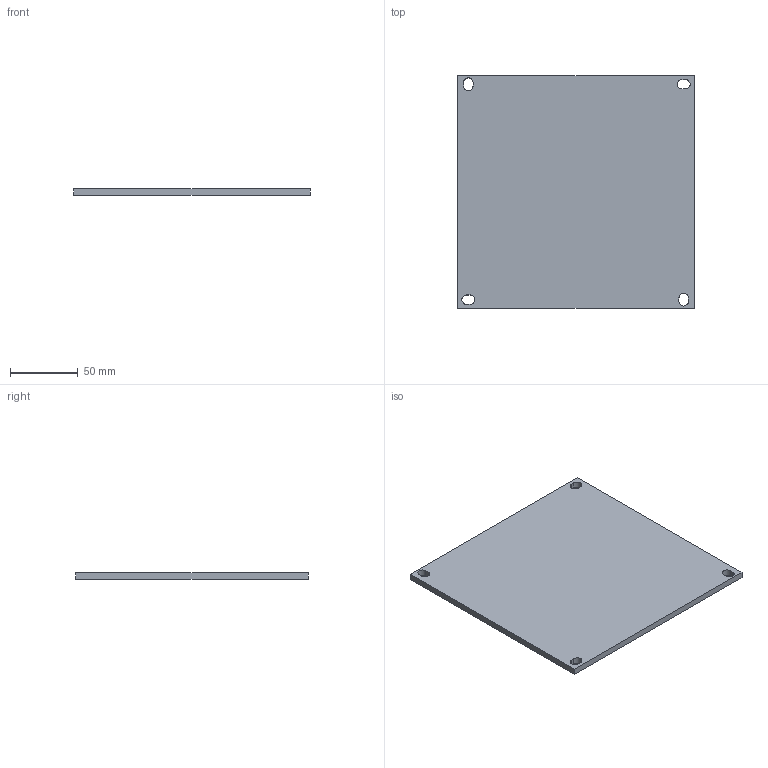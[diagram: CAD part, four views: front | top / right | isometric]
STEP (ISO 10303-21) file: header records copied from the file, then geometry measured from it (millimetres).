
FILE_DESCRIPTION (( 'STEP AP214' ), '1' );
FILE_NAME ('PVCBP98-IMP-P604.STEP', '2016-06-08T12:27:46', ( '' ), ( '' ), 'SwSTEP 2.0', 'SolidWorks 2016', '' );
FILE_SCHEMA (( 'AUTOMOTIVE_DESIGN' ));
Length unit declared in the file: inch
Products named in the file (1): PVCBP98-IMP-P604
Bounding box: 174.75 x 171.45 x 4.75 mm (x, y, z)
Volume: 141267.1 mm3; surface area: 63280.9 mm2
Topology: 1 solids, 1 shells, 24 faces, 66 edges, 44 vertices
Faces by surface type: plane 14, cylinder 10
Entity records: 826 total; most frequent: DIRECTION 136, CARTESIAN_POINT 135, ORIENTED_EDGE 132, EDGE_CURVE 66, LINE 46, VECTOR 46, AXIS2_PLACEMENT_3D 45, VERTEX_POINT 44
